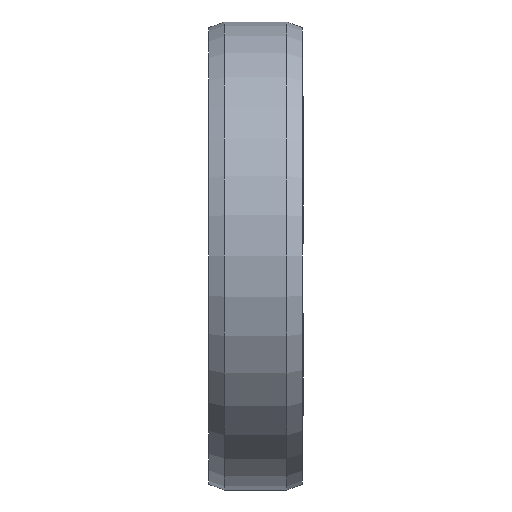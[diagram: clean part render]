
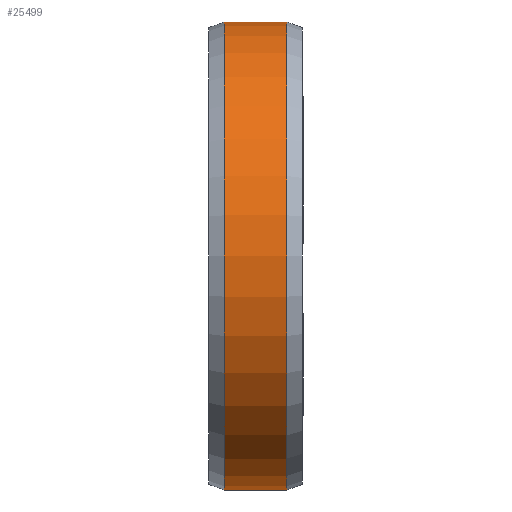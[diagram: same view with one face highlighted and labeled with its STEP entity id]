
A CAD part, left-side view. The second image highlights one B-rep face of the part: STEP entity #25499.
In plain terms, the highlighted cylindrical face has radius 15 mm (diameter 30 mm), a partial arc.
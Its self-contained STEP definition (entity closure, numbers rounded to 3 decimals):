
#24662=CARTESIAN_POINT('',(0.,2.,0.));
#24663=DIRECTION('',(0.,1.,0.));
#24664=DIRECTION('',(0.,0.,-1.));
#24665=AXIS2_PLACEMENT_3D('',#24662,#24663,#24664);
#25022=DIRECTION('',(0.,1.,0.));
#25023=VECTOR('',#25022,4.);
#25024=CARTESIAN_POINT('',(0.,-2.,-15.));
#25025=LINE('',#25024,#25023);
#25029=DIRECTION('',(0.,1.,0.));
#25030=VECTOR('',#25029,4.);
#25031=CARTESIAN_POINT('',(0.,-2.,15.));
#25032=LINE('',#25031,#25030);
#25036=CARTESIAN_POINT('',(0.,-2.,0.));
#25037=DIRECTION('',(0.,1.,0.));
#25038=DIRECTION('',(0.,0.,-1.));
#25039=AXIS2_PLACEMENT_3D('',#25036,#25037,#25038);
#25057=CARTESIAN_POINT('',(0.,-2.,-15.));
#25059=VERTEX_POINT('',#25057);
#25060=CARTESIAN_POINT('',(0.,2.,-15.));
#25061=VERTEX_POINT('',#25060);
#25073=CARTESIAN_POINT('',(0.,-2.,15.));
#25075=VERTEX_POINT('',#25073);
#25076=CARTESIAN_POINT('',(0.,2.,15.));
#25077=VERTEX_POINT('',#25076);
#25486=CARTESIAN_POINT('',(0.,3.3,0.));
#25487=DIRECTION('',(0.,-1.,0.));
#25488=DIRECTION('',(0.,0.,1.));
#25489=AXIS2_PLACEMENT_3D('',#25486,#25487,#25488);
#25490=CYLINDRICAL_SURFACE('',#25489,15.);
#25492=ORIENTED_EDGE('',*,*,#25491,.T.);
#25493=ORIENTED_EDGE('',*,*,#25145,.T.);
#25495=ORIENTED_EDGE('',*,*,#25494,.F.);
#25496=ORIENTED_EDGE('',*,*,#25479,.F.);
#25497=EDGE_LOOP('',(#25492,#25493,#25495,#25496));
#25498=FACE_OUTER_BOUND('',#25497,.F.);
#24666=CIRCLE('',#24665,15.);
#25040=CIRCLE('',#25039,15.);
#25145=EDGE_CURVE('',#25061,#25077,#24666,.T.);
#25479=EDGE_CURVE('',#25059,#25075,#25040,.T.);
#25491=EDGE_CURVE('',#25059,#25061,#25025,.T.);
#25494=EDGE_CURVE('',#25075,#25077,#25032,.T.);
#25499=ADVANCED_FACE('',(#25498),#25490,.T.);
